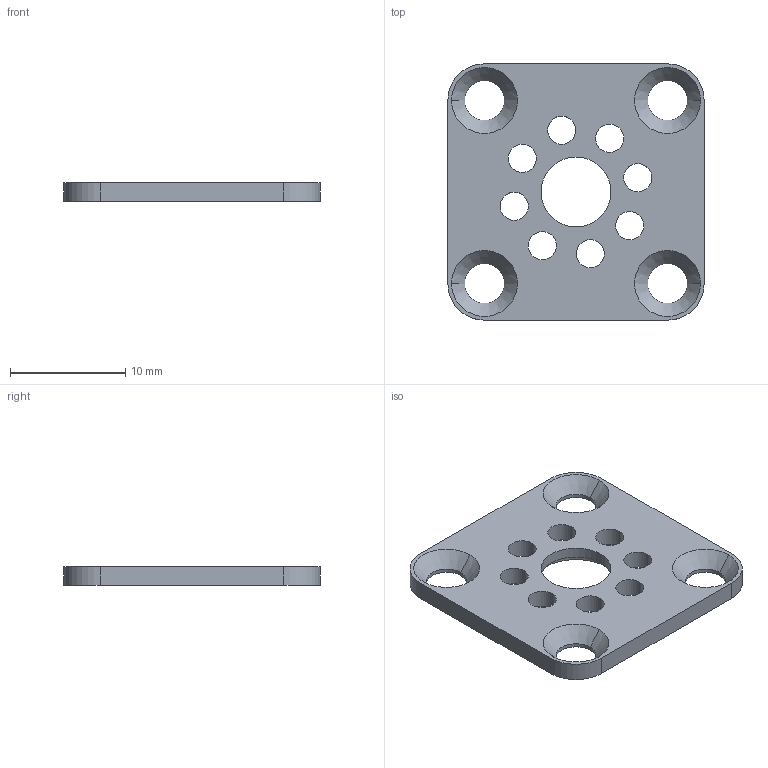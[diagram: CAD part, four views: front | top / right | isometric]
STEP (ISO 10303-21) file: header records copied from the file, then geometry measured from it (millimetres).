
FILE_DESCRIPTION (( 'STEP AP214' ), '1' );
FILE_NAME ('Bearing Motor Mount R1.STEP', '2020-10-19T16:53:29', ( 'Kurtis' ), ( '' ), 'SwSTEP 2.0', 'SolidWorks 2015', '' );
FILE_SCHEMA (( 'AUTOMOTIVE_DESIGN' ));
Length unit declared in the file: millimetre
Products named in the file (1): Bearing Motor Mount R1
Bounding box: 22.23 x 22.23 x 1.63 mm (x, y, z)
Volume: 574.8 mm3; surface area: 1081.7 mm2
Topology: 1 solids, 1 shells, 47 faces, 124 edges, 80 vertices
Faces by surface type: cylinder 32, cone 8, plane 7
Entity records: 1660 total; most frequent: DIRECTION 292, CARTESIAN_POINT 252, ORIENTED_EDGE 248, EDGE_CURVE 124, AXIS2_PLACEMENT_3D 120, VERTEX_POINT 80, EDGE_LOOP 74, CIRCLE 72
